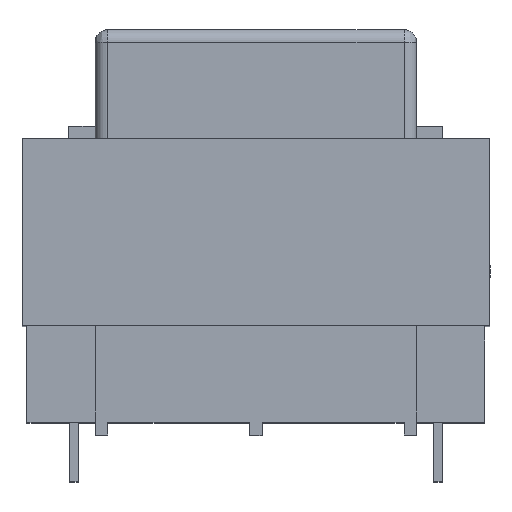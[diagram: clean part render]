
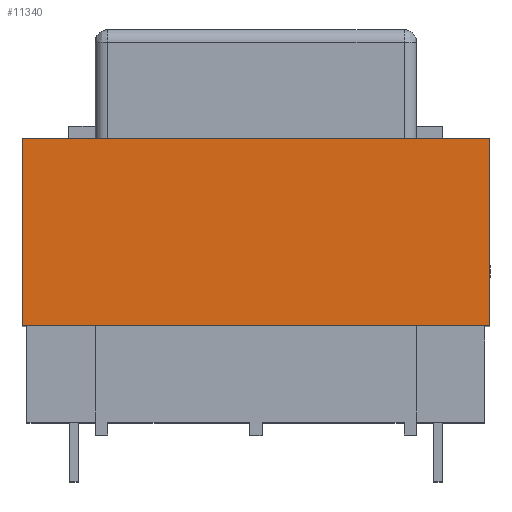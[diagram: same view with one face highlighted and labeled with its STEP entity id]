
A CAD part, top view. The second image highlights one B-rep face of the part: STEP entity #11340.
In plain terms, the highlighted planar face has unit normal (0, 0, 1).
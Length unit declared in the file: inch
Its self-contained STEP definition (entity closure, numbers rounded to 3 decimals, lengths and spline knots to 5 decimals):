
#678 = CARTESIAN_POINT ( 'NONE',  ( -0.9375, 0., 1.125 ) ) ;
#895 = DIRECTION ( 'NONE',  ( 0., -1., 0. ) ) ;
#1134 = VERTEX_POINT ( 'NONE', #9121 ) ;
#1801 = ORIENTED_EDGE ( 'NONE', *, *, #2753, .T. ) ;
#1863 = EDGE_CURVE ( 'NONE', #1134, #15461, #6555, .T. ) ;
#2753 = EDGE_CURVE ( 'NONE', #11778, #11984, #12086, .T. ) ;
#2974 = CARTESIAN_POINT ( 'NONE',  ( -0.9375, 0., 1.125 ) ) ;
#3380 = DIRECTION ( 'NONE',  ( -1., 0., 0. ) ) ;
#3599 = LINE ( 'NONE', #9362, #6325 ) ;
#4674 = PLANE ( 'NONE',  #9854 ) ;
#5126 = EDGE_CURVE ( 'NONE', #11984, #1134, #3599, .T. ) ;
#6325 = VECTOR ( 'NONE', #16033, 39.37008 ) ;
#6555 = LINE ( 'NONE', #14361, #10501 ) ;
#6621 = CARTESIAN_POINT ( 'NONE',  ( 0.9375, 0.75, 1.125 ) ) ;
#6879 = DIRECTION ( 'NONE',  ( -1., 0., 0. ) ) ;
#7206 = CARTESIAN_POINT ( 'NONE',  ( 0.9375, 0., 1.125 ) ) ;
#9121 = CARTESIAN_POINT ( 'NONE',  ( -0.9375, 0.75, 1.125 ) ) ;
#9129 = EDGE_CURVE ( 'NONE', #11778, #15461, #16018, .T. ) ;
#9362 = CARTESIAN_POINT ( 'NONE',  ( 0., 0.75, 1.125 ) ) ;
#9569 = VECTOR ( 'NONE', #11556, 39.37008 ) ;
#9854 = AXIS2_PLACEMENT_3D ( 'NONE', #11598, #10133, #3380 ) ;
#10133 = DIRECTION ( 'NONE',  ( 0., 0., -1. ) ) ;
#10156 = CARTESIAN_POINT ( 'NONE',  ( 0.9375, 0.75, 1.125 ) ) ;
#10501 = VECTOR ( 'NONE', #895, 39.37008 ) ;
#11340 = ADVANCED_FACE ( 'NONE', ( #16723 ), #4674, .F. ) ;
#11556 = DIRECTION ( 'NONE',  ( 0., 1., 0. ) ) ;
#11598 = CARTESIAN_POINT ( 'NONE',  ( -0.9375, 0.75, 1.125 ) ) ;
#11778 = VERTEX_POINT ( 'NONE', #7206 ) ;
#11984 = VERTEX_POINT ( 'NONE', #6621 ) ;
#12086 = LINE ( 'NONE', #10156, #9569 ) ;
#12546 = EDGE_LOOP ( 'NONE', ( #1801, #15882, #15727, #14288 ) ) ;
#14288 = ORIENTED_EDGE ( 'NONE', *, *, #9129, .F. ) ;
#14361 = CARTESIAN_POINT ( 'NONE',  ( -0.9375, 0.75, 1.125 ) ) ;
#15185 = VECTOR ( 'NONE', #6879, 39.37008 ) ;
#15461 = VERTEX_POINT ( 'NONE', #678 ) ;
#15727 = ORIENTED_EDGE ( 'NONE', *, *, #1863, .T. ) ;
#15882 = ORIENTED_EDGE ( 'NONE', *, *, #5126, .T. ) ;
#16018 = LINE ( 'NONE', #2974, #15185 ) ;
#16033 = DIRECTION ( 'NONE',  ( -1., 0., 0. ) ) ;
#16723 = FACE_OUTER_BOUND ( 'NONE', #12546, .T. ) ;
